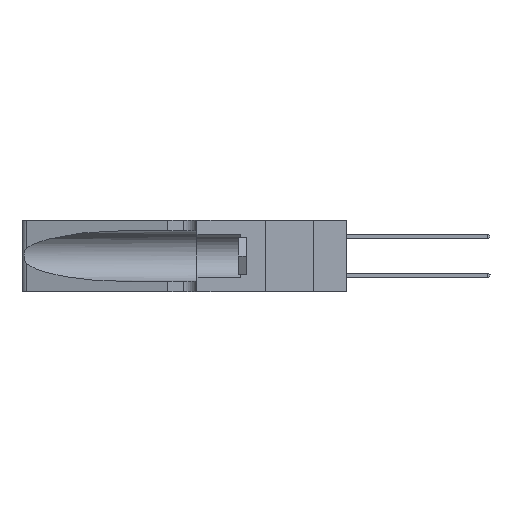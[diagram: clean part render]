
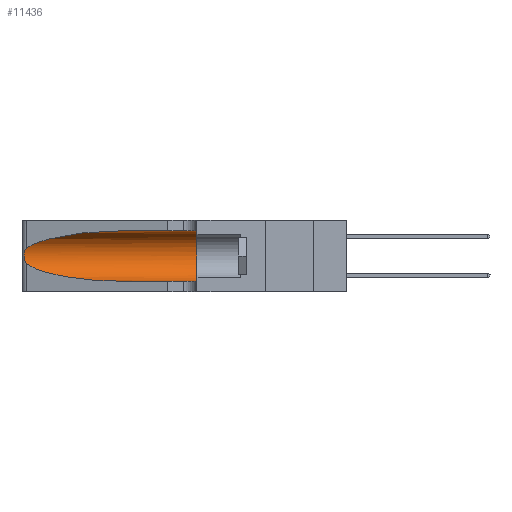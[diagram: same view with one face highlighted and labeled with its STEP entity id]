
A CAD part, left-side view. The second image highlights one B-rep face of the part: STEP entity #11436.
In plain terms, the highlighted cylindrical face has radius 3.308 mm (diameter 6.617 mm), a partial arc.
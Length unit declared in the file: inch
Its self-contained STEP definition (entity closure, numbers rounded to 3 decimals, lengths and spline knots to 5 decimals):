
#769 = CARTESIAN_POINT ( 'NONE',  ( 0.26075, 1.23896, 0.178 ) ) ;
#889 =( BOUNDED_CURVE ( )  B_SPLINE_CURVE ( 3, ( #30029, #24952, #19705, #14614 ),
 .UNSPECIFIED., .F., .F. ) 
 B_SPLINE_CURVE_WITH_KNOTS ( ( 4, 4 ),
 ( 1.5708, 2.84003 ),
 .UNSPECIFIED. ) 
 CURVE ( )  GEOMETRIC_REPRESENTATION_ITEM ( )  RATIONAL_B_SPLINE_CURVE ( ( 1., 0.87, 0.87, 1. ) ) 
 REPRESENTATION_ITEM ( '' )  );
#1137 = DIRECTION ( 'NONE',  ( 0., -1., 0. ) ) ;
#1301 = ORIENTED_EDGE ( 'NONE', *, *, #33190, .T. ) ;
#2256 = ORIENTED_EDGE ( 'NONE', *, *, #33128, .F. ) ;
#2361 = VECTOR ( 'NONE', #8469, 39.37008 ) ;
#3769 = VERTEX_POINT ( 'NONE', #21141 ) ;
#4974 = VERTEX_POINT ( 'NONE', #23400 ) ;
#5262 = ORIENTED_EDGE ( 'NONE', *, *, #16691, .T. ) ;
#5515 = DIRECTION ( 'NONE',  ( 0., 0., 1. ) ) ;
#5634 = EDGE_LOOP ( 'NONE', ( #1301, #5262, #28565, #22176, #18166, #2256 ) ) ;
#5645 = EDGE_CURVE ( 'NONE', #11186, #3769, #30928, .T. ) ;
#5826 = AXIS2_PLACEMENT_3D ( 'NONE', #12428, #30413, #5515 ) ;
#5922 = B_SPLINE_CURVE_WITH_KNOTS ( 'NONE', 3,
 ( #14834, #26158, #23812, #31542, #18757, #29063, #13674, #769, #32345, #12589, #29444, #31822, #28878, #22380 ),
 .UNSPECIFIED., .F., .F.,
 ( 4, 2, 2, 2, 2, 2, 4 ),
 ( 0., 0.00027, 0.00053, 0.00107, 0.0016, 0.00187, 0.00214 ),
 .UNSPECIFIED. ) ;
#6330 = CARTESIAN_POINT ( 'NONE',  ( 0.1305, 0.72297, 0.31525 ) ) ;
#6816 = LINE ( 'NONE', #11132, #23306 ) ;
#7223 = EDGE_CURVE ( 'NONE', #18347, #4974, #11936, .T. ) ;
#8325 = CARTESIAN_POINT ( 'NONE',  ( 0.25487, 1.22718, 0.14631 ) ) ;
#8469 = DIRECTION ( 'NONE',  ( 0., -1., 0. ) ) ;
#10132 = CARTESIAN_POINT ( 'NONE',  ( 0.2373, 1.15595, 0.08982 ) ) ;
#11132 = CARTESIAN_POINT ( 'NONE',  ( 0.1305, 1.61858, 0.31525 ) ) ;
#11153 = CARTESIAN_POINT ( 'NONE',  ( 0.25487, 1.22718, 0.22369 ) ) ;
#11186 = VERTEX_POINT ( 'NONE', #30724 ) ;
#11436 = ADVANCED_FACE ( 'NONE', ( #18101 ), #30969, .F. ) ;
#11936 =( BOUNDED_CURVE ( )  B_SPLINE_CURVE ( 3, ( #8325, #10132, #15766, #32986 ),
 .UNSPECIFIED., .F., .F. ) 
 B_SPLINE_CURVE_WITH_KNOTS ( ( 4, 4 ),
 ( 3.44316, 4.71239 ),
 .UNSPECIFIED. ) 
 CURVE ( )  GEOMETRIC_REPRESENTATION_ITEM ( )  RATIONAL_B_SPLINE_CURVE ( ( 1., 0.87, 0.87, 1. ) ) 
 REPRESENTATION_ITEM ( '' )  );
#12428 = CARTESIAN_POINT ( 'NONE',  ( 0.1305, 0.35, 0.185 ) ) ;
#12589 = CARTESIAN_POINT ( 'NONE',  ( 0.25856, 1.23593, 0.16098 ) ) ;
#13674 = CARTESIAN_POINT ( 'NONE',  ( 0.26075, 1.23896, 0.19203 ) ) ;
#14335 = CARTESIAN_POINT ( 'NONE',  ( 0.1305, 1.61858, 0.185 ) ) ;
#14614 = CARTESIAN_POINT ( 'NONE',  ( 0.25487, 1.22718, 0.22369 ) ) ;
#14834 = CARTESIAN_POINT ( 'NONE',  ( 0.25487, 1.22718, 0.22369 ) ) ;
#14869 = LINE ( 'NONE', #29347, #2361 ) ;
#15766 = CARTESIAN_POINT ( 'NONE',  ( 0.18966, 0.96281, 0.05475 ) ) ;
#16691 = EDGE_CURVE ( 'NONE', #22653, #18347, #5922, .T. ) ;
#18101 = FACE_OUTER_BOUND ( 'NONE', #5634, .T. ) ;
#18166 = ORIENTED_EDGE ( 'NONE', *, *, #5645, .F. ) ;
#18347 = VERTEX_POINT ( 'NONE', #25208 ) ;
#18757 = CARTESIAN_POINT ( 'NONE',  ( 0.25854, 1.2359, 0.20912 ) ) ;
#19705 = CARTESIAN_POINT ( 'NONE',  ( 0.2373, 1.15595, 0.28018 ) ) ;
#20246 = EDGE_CURVE ( 'NONE', #4974, #3769, #14869, .T. ) ;
#21141 = CARTESIAN_POINT ( 'NONE',  ( 0.1305, 0.35, 0.05475 ) ) ;
#22176 = ORIENTED_EDGE ( 'NONE', *, *, #20246, .T. ) ;
#22380 = CARTESIAN_POINT ( 'NONE',  ( 0.25487, 1.22718, 0.14631 ) ) ;
#22653 = VERTEX_POINT ( 'NONE', #11153 ) ;
#23306 = VECTOR ( 'NONE', #1137, 39.37008 ) ;
#23400 = CARTESIAN_POINT ( 'NONE',  ( 0.1305, 0.72297, 0.05475 ) ) ;
#23666 = VERTEX_POINT ( 'NONE', #6330 ) ;
#23812 = CARTESIAN_POINT ( 'NONE',  ( 0.25639, 1.23184, 0.21858 ) ) ;
#24339 = DIRECTION ( 'NONE',  ( 0., 0., -1. ) ) ;
#24952 = CARTESIAN_POINT ( 'NONE',  ( 0.18966, 0.96281, 0.31525 ) ) ;
#25208 = CARTESIAN_POINT ( 'NONE',  ( 0.25487, 1.22718, 0.14631 ) ) ;
#26158 = CARTESIAN_POINT ( 'NONE',  ( 0.25555, 1.22994, 0.2215 ) ) ;
#28565 = ORIENTED_EDGE ( 'NONE', *, *, #7223, .T. ) ;
#28878 = CARTESIAN_POINT ( 'NONE',  ( 0.25555, 1.22993, 0.14849 ) ) ;
#29063 = CARTESIAN_POINT ( 'NONE',  ( 0.26018, 1.23835, 0.19895 ) ) ;
#29347 = CARTESIAN_POINT ( 'NONE',  ( 0.1305, 1.61858, 0.05475 ) ) ;
#29444 = CARTESIAN_POINT ( 'NONE',  ( 0.25789, 1.23486, 0.15765 ) ) ;
#30029 = CARTESIAN_POINT ( 'NONE',  ( 0.1305, 0.72297, 0.31525 ) ) ;
#30413 = DIRECTION ( 'NONE',  ( 0., 1., 0. ) ) ;
#30724 = CARTESIAN_POINT ( 'NONE',  ( 0.1305, 0.35, 0.31525 ) ) ;
#30928 = CIRCLE ( 'NONE', #5826, 0.13025 ) ;
#30969 = CYLINDRICAL_SURFACE ( 'NONE', #32041, 0.13025 ) ;
#31542 = CARTESIAN_POINT ( 'NONE',  ( 0.25787, 1.23484, 0.2124 ) ) ;
#31822 = CARTESIAN_POINT ( 'NONE',  ( 0.25639, 1.23186, 0.15144 ) ) ;
#32041 = AXIS2_PLACEMENT_3D ( 'NONE', #14335, #32556, #24339 ) ;
#32345 = CARTESIAN_POINT ( 'NONE',  ( 0.26017, 1.23833, 0.17102 ) ) ;
#32556 = DIRECTION ( 'NONE',  ( 0., -1., 0. ) ) ;
#32986 = CARTESIAN_POINT ( 'NONE',  ( 0.1305, 0.72297, 0.05475 ) ) ;
#33128 = EDGE_CURVE ( 'NONE', #23666, #11186, #6816, .T. ) ;
#33190 = EDGE_CURVE ( 'NONE', #23666, #22653, #889, .T. ) ;
